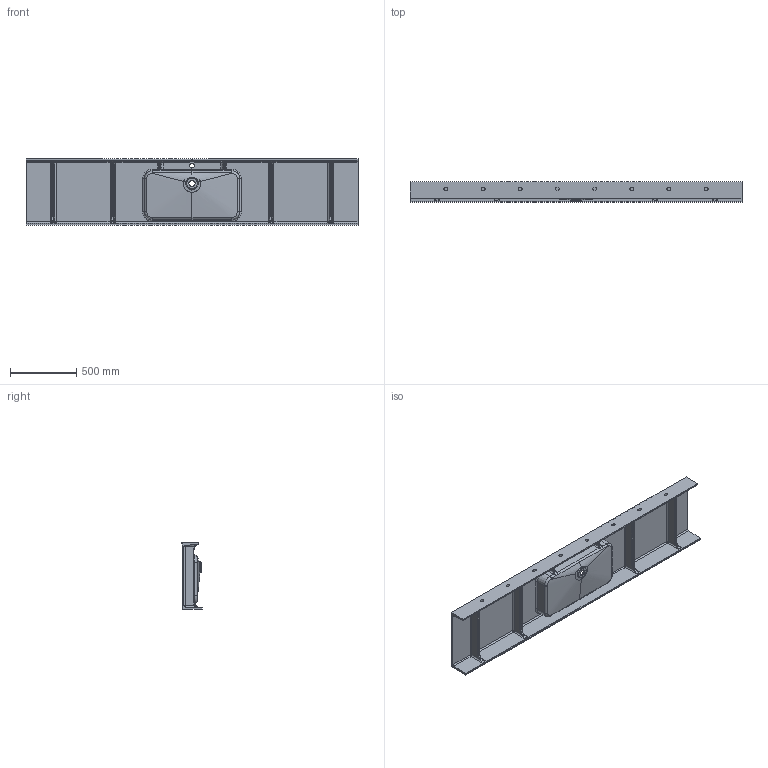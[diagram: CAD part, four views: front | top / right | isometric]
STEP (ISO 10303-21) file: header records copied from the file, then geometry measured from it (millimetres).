
FILE_DESCRIPTION (( 'STEP AP203' ), '1' );
FILE_NAME ('LIMA70-P.STEP', '2021-09-10T09:06:10', ( '' ), ( '' ), 'SwSTEP 2.0', 'SolidWorks 2020', '' );
FILE_SCHEMA (( 'CONFIG_CONTROL_DESIGN' ));
Length unit declared in the file: millimetre
Products named in the file (1): LIMA70-P
Bounding box: 2500 x 155 x 500 mm (x, y, z)
Volume: 30176866.2 mm3; surface area: 4374150.2 mm2
Topology: 1 solids, 1 shells, 357 faces, 883 edges, 506 vertices
Faces by surface type: bspline 129, cylinder 115, plane 66, sphere 24, torus 12, cone 11
Entity records: 41997 total; most frequent: CARTESIAN_POINT 34689, ORIENTED_EDGE 1722, DIRECTION 1229, EDGE_CURVE 861, VERTEX_POINT 506, AXIS2_PLACEMENT_3D 470, EDGE_LOOP 377, FACE_OUTER_BOUND 357
